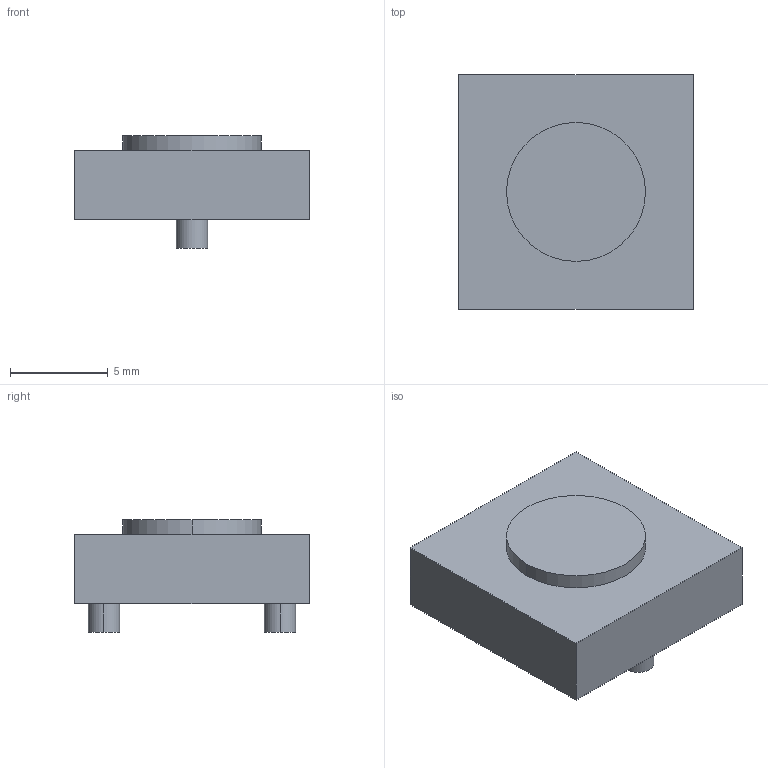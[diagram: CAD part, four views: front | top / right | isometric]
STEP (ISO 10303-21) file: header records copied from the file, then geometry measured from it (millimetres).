
FILE_DESCRIPTION (( 'STEP AP214' ), '1' );
FILE_NAME ('OMDEFAU02141345398274.step', '2006-02-14T18:45:40', ( 'SysAdmin' ), ( 'SolidWorks' ), 'SwSTEP 2.0', 'SolidWorks 2006032', '' );
FILE_SCHEMA (( 'AUTOMOTIVE_DESIGN' ));
Length unit declared in the file: millimetre
Products named in the file (1): OMDEFAU02141345398274
Bounding box: 12 x 12 x 5.75 mm (x, y, z)
Volume: 546.7 mm3; surface area: 489.7 mm2
Topology: 1 solids, 1 shells, 15 faces, 30 edges, 20 vertices
Faces by surface type: plane 9, cylinder 6
Entity records: 452 total; most frequent: DIRECTION 74, CARTESIAN_POINT 66, ORIENTED_EDGE 60, EDGE_CURVE 30, AXIS2_PLACEMENT_3D 28, VERTEX_POINT 20, VECTOR 18, LINE 18
